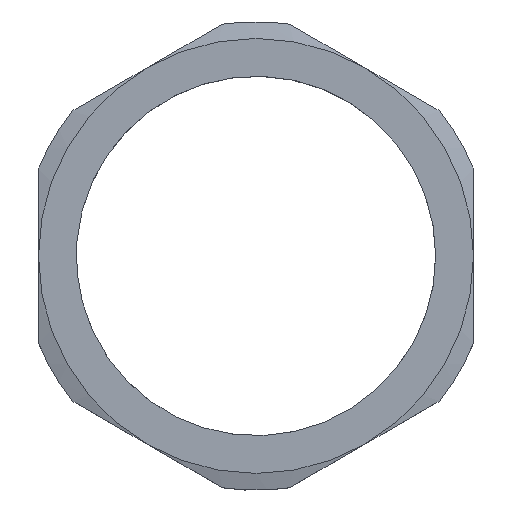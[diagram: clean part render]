
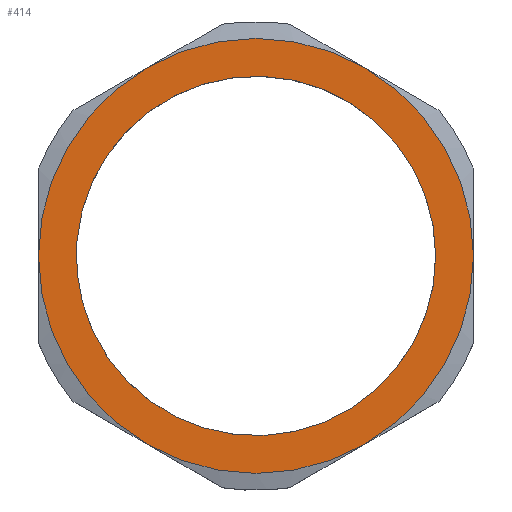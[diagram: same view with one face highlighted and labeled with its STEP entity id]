
A CAD part, top view. The second image highlights one B-rep face of the part: STEP entity #414.
In plain terms, the highlighted planar face has unit normal (0, 0, 1).
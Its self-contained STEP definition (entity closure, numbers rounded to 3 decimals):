
#78=PLANE($,#448);
#87=FACE_BOUND($,#119,.T.);
#90=FACE_OUTER_BOUND($,#118,.T.);
#118=EDGE_LOOP($,(#282,#283,#284,#285,#286,#287));
#119=EDGE_LOOP($,(#288,#289));
#146=CIRCLE($,#444,10.74);
#147=CIRCLE($,#445,10.74);
#150=CIRCLE($,#449,13.);
#151=CIRCLE($,#450,13.);
#152=CIRCLE($,#451,13.);
#153=CIRCLE($,#452,13.);
#154=CIRCLE($,#453,13.);
#155=CIRCLE($,#454,13.);
#174=VERTEX_POINT($,#624);
#175=VERTEX_POINT($,#625);
#178=VERTEX_POINT($,#633);
#179=VERTEX_POINT($,#634);
#180=VERTEX_POINT($,#636);
#181=VERTEX_POINT($,#638);
#182=VERTEX_POINT($,#640);
#183=VERTEX_POINT($,#642);
#214=EDGE_CURVE($,#174,#175,#146,.T.);
#215=EDGE_CURVE($,#175,#174,#147,.T.);
#218=EDGE_CURVE($,#178,#179,#150,.T.);
#219=EDGE_CURVE($,#179,#180,#151,.T.);
#220=EDGE_CURVE($,#180,#181,#152,.T.);
#221=EDGE_CURVE($,#181,#182,#153,.T.);
#222=EDGE_CURVE($,#182,#183,#154,.T.);
#223=EDGE_CURVE($,#183,#178,#155,.T.);
#282=ORIENTED_EDGE($,*,*,#218,.T.);
#283=ORIENTED_EDGE($,*,*,#219,.T.);
#284=ORIENTED_EDGE($,*,*,#220,.T.);
#285=ORIENTED_EDGE($,*,*,#221,.T.);
#286=ORIENTED_EDGE($,*,*,#222,.T.);
#287=ORIENTED_EDGE($,*,*,#223,.T.);
#288=ORIENTED_EDGE($,*,*,#214,.T.);
#289=ORIENTED_EDGE($,*,*,#215,.T.);
#414=ADVANCED_FACE($,(#90,#87),#78,.T.);
#444=AXIS2_PLACEMENT_3D($,#626,#502,#503);
#445=AXIS2_PLACEMENT_3D($,#627,#504,#505);
#448=AXIS2_PLACEMENT_3D($,#632,#510,#511);
#449=AXIS2_PLACEMENT_3D($,#635,#512,#513);
#450=AXIS2_PLACEMENT_3D($,#637,#514,#515);
#451=AXIS2_PLACEMENT_3D($,#639,#516,#517);
#452=AXIS2_PLACEMENT_3D($,#641,#518,#519);
#453=AXIS2_PLACEMENT_3D($,#643,#520,#521);
#454=AXIS2_PLACEMENT_3D($,#644,#522,#523);
#502=DIRECTION('center_axis',(0.,0.,-1.));
#503=DIRECTION('ref_axis',(-1.,0.,0.));
#504=DIRECTION('center_axis',(0.,0.,-1.));
#505=DIRECTION('ref_axis',(-0.996,-0.089,0.));
#510=DIRECTION('center_axis',(0.,0.,1.));
#511=DIRECTION('ref_axis',(1.,0.,0.));
#512=DIRECTION('center_axis',(0.,0.,1.));
#513=DIRECTION('ref_axis',(-0.5,0.866,0.));
#514=DIRECTION('center_axis',(0.,0.,1.));
#515=DIRECTION('ref_axis',(-1.,0.,0.));
#516=DIRECTION('center_axis',(0.,0.,1.));
#517=DIRECTION('ref_axis',(-0.5,-0.866,0.));
#518=DIRECTION('center_axis',(0.,0.,1.));
#519=DIRECTION('ref_axis',(0.5,-0.866,0.));
#520=DIRECTION('center_axis',(0.,0.,1.));
#521=DIRECTION('ref_axis',(1.,0.,0.));
#522=DIRECTION('center_axis',(0.,0.,1.));
#523=DIRECTION('ref_axis',(0.5,0.866,0.));
#624=CARTESIAN_POINT('',(-6.362,8.653,11.75));
#625=CARTESIAN_POINT('',(-10.697,-0.955,11.75));
#626=CARTESIAN_POINT('Origin',(0.,0.,
11.75));
#627=CARTESIAN_POINT('Origin',(0.,0.,11.75));
#632=CARTESIAN_POINT('Origin',(0.,0.,
11.75));
#633=CARTESIAN_POINT('',(-6.5,11.258,11.75));
#634=CARTESIAN_POINT('',(-13.,0.,11.75));
#635=CARTESIAN_POINT('Origin',(0.,0.,11.75));
#636=CARTESIAN_POINT('',(-6.5,-11.258,11.75));
#637=CARTESIAN_POINT('Origin',(0.,0.,11.75));
#638=CARTESIAN_POINT('',(6.5,-11.258,11.75));
#639=CARTESIAN_POINT('Origin',(0.,0.,11.75));
#640=CARTESIAN_POINT('',(13.,0.,11.75));
#641=CARTESIAN_POINT('Origin',(0.,0.,11.75));
#642=CARTESIAN_POINT('',(6.5,11.258,11.75));
#643=CARTESIAN_POINT('Origin',(0.,0.,11.75));
#644=CARTESIAN_POINT('Origin',(0.,0.,11.75));
